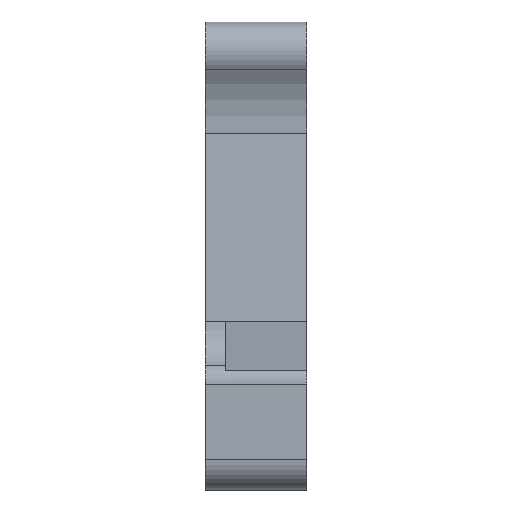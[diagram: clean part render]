
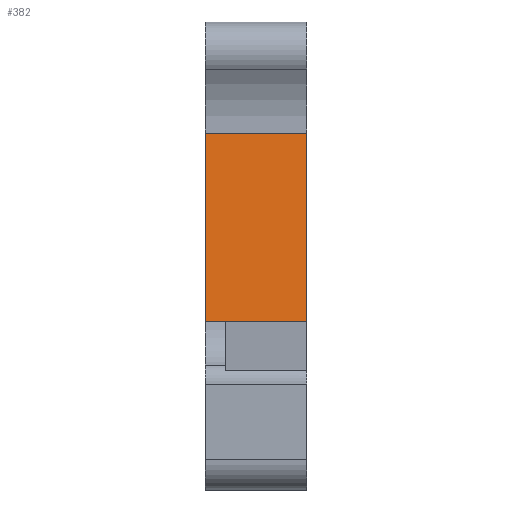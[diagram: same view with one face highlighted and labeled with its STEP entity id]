
A CAD part, front view. The second image highlights one B-rep face of the part: STEP entity #382.
In plain terms, the highlighted planar face has unit normal (0, -0.996, 0.087).
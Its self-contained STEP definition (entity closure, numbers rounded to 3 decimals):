
#354=AXIS2_PLACEMENT_3D('Plane Axis2P3D',#351,#352,#353) ;
#41=CARTESIAN_POINT('Vertex',(1.,2.323,8.282)) ;
#128=CARTESIAN_POINT('Vertex',(5.,2.323,8.282)) ;
#131=CARTESIAN_POINT('Line Origine',(3.,2.323,8.282)) ;
#332=CARTESIAN_POINT('Line Origine',(2.5,2.323,8.282)) ;
#336=CARTESIAN_POINT('Vertex',(0.,2.323,8.282)) ;
#351=CARTESIAN_POINT('Axis2P3D Location',(5.,3.133,17.535)) ;
#356=CARTESIAN_POINT('Line Origine',(5.,2.728,12.909)) ;
#360=CARTESIAN_POINT('Vertex',(5.,3.133,17.535)) ;
#363=CARTESIAN_POINT('Line Origine',(2.5,3.133,17.535)) ;
#367=CARTESIAN_POINT('Vertex',(0.,3.133,17.535)) ;
#370=CARTESIAN_POINT('Line Origine',(0.,2.728,12.909)) ;
#132=DIRECTION('Vector Direction',(-1.,0.,0.)) ;
#333=DIRECTION('Vector Direction',(-1.,0.,0.)) ;
#352=DIRECTION('Axis2P3D Direction',(0.,0.996,-0.087)) ;
#353=DIRECTION('Axis2P3D XDirection',(0.,-0.087,-0.996)) ;
#357=DIRECTION('Vector Direction',(0.,-0.087,-0.996)) ;
#364=DIRECTION('Vector Direction',(-1.,0.,0.)) ;
#371=DIRECTION('Vector Direction',(0.,-0.087,-0.996)) ;
#133=VECTOR('Line Direction',#132,1.) ;
#334=VECTOR('Line Direction',#333,1.) ;
#358=VECTOR('Line Direction',#357,1.) ;
#365=VECTOR('Line Direction',#364,1.) ;
#372=VECTOR('Line Direction',#371,1.) ;
#376=ORIENTED_EDGE('',*,*,#338,.F.) ;
#377=ORIENTED_EDGE('',*,*,#135,.F.) ;
#378=ORIENTED_EDGE('',*,*,#362,.T.) ;
#379=ORIENTED_EDGE('',*,*,#369,.T.) ;
#380=ORIENTED_EDGE('',*,*,#374,.F.) ;
#382=ADVANCED_FACE('Hauptk\X2\00F6\X0\rper',(#381),#355,.F.) ;
#135=EDGE_CURVE('',#129,#42,#134,.T.) ;
#338=EDGE_CURVE('',#42,#337,#335,.T.) ;
#362=EDGE_CURVE('',#129,#361,#359,.F.) ;
#369=EDGE_CURVE('',#361,#368,#366,.T.) ;
#374=EDGE_CURVE('',#337,#368,#373,.F.) ;
#375=EDGE_LOOP('',(#376,#377,#378,#379,#380)) ;
#381=FACE_OUTER_BOUND('',#375,.T.) ;
#134=LINE('Line',#131,#133) ;
#335=LINE('Line',#332,#334) ;
#359=LINE('Line',#356,#358) ;
#366=LINE('Line',#363,#365) ;
#373=LINE('Line',#370,#372) ;
#355=PLANE('',#354) ;
#42=VERTEX_POINT('',#41) ;
#129=VERTEX_POINT('',#128) ;
#337=VERTEX_POINT('',#336) ;
#361=VERTEX_POINT('',#360) ;
#368=VERTEX_POINT('',#367) ;
